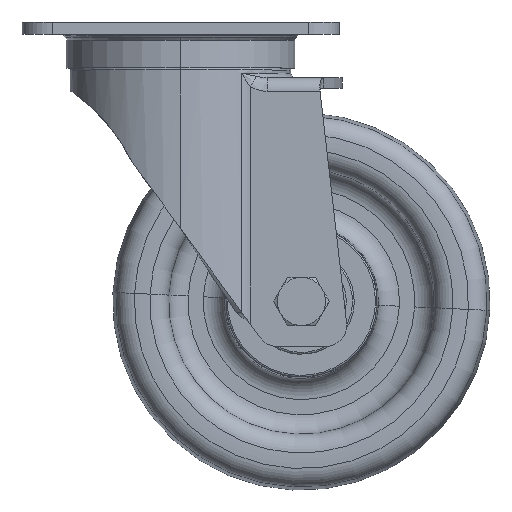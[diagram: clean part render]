
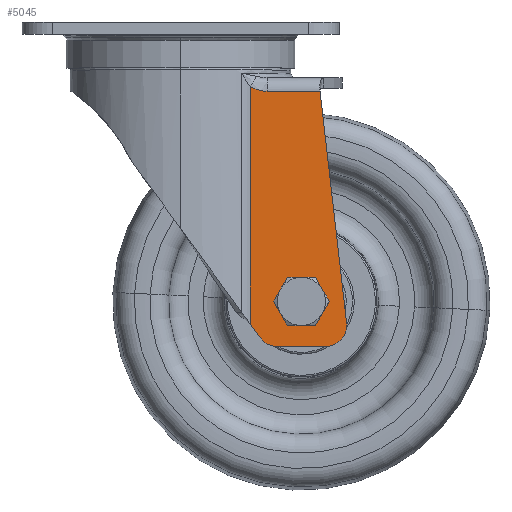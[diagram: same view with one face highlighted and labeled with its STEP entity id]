
A CAD part, top view. The second image highlights one B-rep face of the part: STEP entity #5045.
In plain terms, the highlighted planar face has unit normal (0, 0, 1).
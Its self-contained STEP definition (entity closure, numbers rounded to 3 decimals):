
#1179 = VERTEX_POINT ( 'NONE', #1309 ) ;
#1309 = CARTESIAN_POINT ( 'NONE',  ( 54.955, -99.605, 29.5 ) ) ;
#1746 = DIRECTION ( 'NONE',  ( 0., -1., 0. ) ) ;
#2291 = CIRCLE ( 'NONE', #33806, 5.25 ) ;
#2297 = ORIENTED_EDGE ( 'NONE', *, *, #32620, .T. ) ;
#2335 = DIRECTION ( 'NONE',  ( 1., 0., 0. ) ) ;
#2359 = VECTOR ( 'NONE', #2335, 1000. ) ;
#2425 = EDGE_CURVE ( 'NONE', #13190, #7454, #2291, .T. ) ;
#2588 = CARTESIAN_POINT ( 'NONE',  ( 23.065, -21.385, 29.5 ) ) ;
#3980 = EDGE_CURVE ( 'NONE', #27983, #10460, #13171, .T. ) ;
#4437 = ORIENTED_EDGE ( 'NONE', *, *, #12197, .T. ) ;
#5045 = ADVANCED_FACE ( 'NONE', ( #8748, #22462 ), #27285, .T. ) ;
#5159 = CARTESIAN_POINT ( 'NONE',  ( 23.065, -100.025, 29.5 ) ) ;
#5327 = CARTESIAN_POINT ( 'NONE',  ( 23.917, -21.855, 29.5 ) ) ;
#5718 = EDGE_CURVE ( 'NONE', #10460, #14723, #32450, .T. ) ;
#5835 = DIRECTION ( 'NONE',  ( 0., 0., 1. ) ) ;
#6685 = ORIENTED_EDGE ( 'NONE', *, *, #13268, .T. ) ;
#7454 = VERTEX_POINT ( 'NONE', #14917 ) ;
#7554 = DIRECTION ( 'NONE',  ( 0., 0., 1. ) ) ;
#7897 = CARTESIAN_POINT ( 'NONE',  ( 46.18, -22.9, 29.5 ) ) ;
#8081 = CARTESIAN_POINT ( 'NONE',  ( 25.267, -22.386, 29.5 ) ) ;
#8196 = DIRECTION ( 'NONE',  ( 0., 0., 1. ) ) ;
#8309 = VECTOR ( 'NONE', #1746, 1000. ) ;
#8661 = CIRCLE ( 'NONE', #32342, 7. ) ;
#8748 = FACE_OUTER_BOUND ( 'NONE', #23764, .T. ) ;
#9324 = DIRECTION ( 'NONE',  ( 0., 0., -1. ) ) ;
#10305 = DIRECTION ( 'NONE',  ( 0., -1., 0. ) ) ;
#10353 = VERTEX_POINT ( 'NONE', #25430 ) ;
#10416 = AXIS2_PLACEMENT_3D ( 'NONE', #25770, #9324, #28509 ) ;
#10460 = VERTEX_POINT ( 'NONE', #30288 ) ;
#10828 = CARTESIAN_POINT ( 'NONE',  ( 27.644, -22.9, 29.5 ) ) ;
#12197 = EDGE_CURVE ( 'NONE', #14723, #27101, #23341, .T. ) ;
#13171 = LINE ( 'NONE', #31033, #26887 ) ;
#13190 = VERTEX_POINT ( 'NONE', #33138 ) ;
#13268 = EDGE_CURVE ( 'NONE', #27101, #1179, #8661, .T. ) ;
#13538 = CARTESIAN_POINT ( 'NONE',  ( 54.955, -99.605, 29.5 ) ) ;
#13613 = CARTESIAN_POINT ( 'NONE',  ( 0., -22.9, 29.5 ) ) ;
#14233 = VECTOR ( 'NONE', #16367, 1000. ) ;
#14412 = AXIS2_PLACEMENT_3D ( 'NONE', #24641, #8196, #17111 ) ;
#14723 = VERTEX_POINT ( 'NONE', #33719 ) ;
#14917 = CARTESIAN_POINT ( 'NONE',  ( 40., -97.75, 29.5 ) ) ;
#15343 = AXIS2_PLACEMENT_3D ( 'NONE', #23974, #7554, #10305 ) ;
#15920 = ORIENTED_EDGE ( 'NONE', *, *, #2425, .T. ) ;
#16294 = DIRECTION ( 'NONE',  ( -0.114, 0.994, 0. ) ) ;
#16367 = DIRECTION ( 'NONE',  ( -1., 0., 0. ) ) ;
#16842 = ORIENTED_EDGE ( 'NONE', *, *, #27791, .T. ) ;
#16997 = CARTESIAN_POINT ( 'NONE',  ( 48., -107.401, 29.5 ) ) ;
#17111 = DIRECTION ( 'NONE',  ( 0., -1., 0. ) ) ;
#17148 = ORIENTED_EDGE ( 'NONE', *, *, #34641, .T. ) ;
#18136 = CARTESIAN_POINT ( 'NONE',  ( 23.065, 12.922, 29.5 ) ) ;
#18870 = CARTESIAN_POINT ( 'NONE',  ( 23.484, -21.638, 29.5 ) ) ;
#19621 = LINE ( 'NONE', #13538, #33404 ) ;
#20652 = ORIENTED_EDGE ( 'NONE', *, *, #5718, .T. ) ;
#20890 = ORIENTED_EDGE ( 'NONE', *, *, #3980, .T. ) ;
#22278 = CARTESIAN_POINT ( 'NONE',  ( 48., -100.401, 29.5 ) ) ;
#22462 = FACE_BOUND ( 'NONE', #35273, .T. ) ;
#22879 = LINE ( 'NONE', #18136, #8309 ) ;
#23341 = LINE ( 'NONE', #35171, #2359 ) ;
#23758 = B_SPLINE_CURVE_WITH_KNOTS ( 'NONE', 3,
 ( #2588, #18870, #5327, #24509, #8081, #27284, #10828, #30055 ),
 .UNSPECIFIED., .F., .F.,
 ( 4, 2, 2, 4 ),
 ( 0., 0.25, 0.5, 1. ),
 .UNSPECIFIED. ) ;
#23764 = EDGE_LOOP ( 'NONE', ( #6685, #2297, #29917, #31051, #16842, #20890, #20652, #4437 ) ) ;
#23974 = CARTESIAN_POINT ( 'NONE',  ( 32., -100.401, 29.5 ) ) ;
#24204 = CARTESIAN_POINT ( 'NONE',  ( 40., -92.5, 29.5 ) ) ;
#24509 = CARTESIAN_POINT ( 'NONE',  ( 24.809, -22.229, 29.5 ) ) ;
#24641 = CARTESIAN_POINT ( 'NONE',  ( 0., -15.601, 29.5 ) ) ;
#25000 = CARTESIAN_POINT ( 'NONE',  ( 28.618, -22.9, 29.5 ) ) ;
#25076 = DIRECTION ( 'NONE',  ( 0., -1., 0. ) ) ;
#25430 = CARTESIAN_POINT ( 'NONE',  ( 23.065, -21.385, 29.5 ) ) ;
#25770 = CARTESIAN_POINT ( 'NONE',  ( 40., -92.5, 29.5 ) ) ;
#26887 = VECTOR ( 'NONE', #28237, 1000. ) ;
#27101 = VERTEX_POINT ( 'NONE', #16997 ) ;
#27284 = CARTESIAN_POINT ( 'NONE',  ( 26.679, -22.768, 29.5 ) ) ;
#27285 = PLANE ( 'NONE',  #14412 ) ;
#27449 = VERTEX_POINT ( 'NONE', #25000 ) ;
#27791 = EDGE_CURVE ( 'NONE', #10353, #27983, #22879, .T. ) ;
#27983 = VERTEX_POINT ( 'NONE', #5159 ) ;
#28237 = DIRECTION ( 'NONE',  ( 0.589, -0.808, 0. ) ) ;
#28509 = DIRECTION ( 'NONE',  ( 0., 1., 0. ) ) ;
#29224 = EDGE_CURVE ( 'NONE', #10353, #27449, #23758, .T. ) ;
#29225 = EDGE_CURVE ( 'NONE', #32581, #27449, #35248, .T. ) ;
#29917 = ORIENTED_EDGE ( 'NONE', *, *, #29225, .T. ) ;
#30055 = CARTESIAN_POINT ( 'NONE',  ( 28.618, -22.9, 29.5 ) ) ;
#30288 = CARTESIAN_POINT ( 'NONE',  ( 26.342, -104.523, 29.5 ) ) ;
#31033 = CARTESIAN_POINT ( 'NONE',  ( 23.065, -100.025, 29.5 ) ) ;
#31051 = ORIENTED_EDGE ( 'NONE', *, *, #29224, .F. ) ;
#32342 = AXIS2_PLACEMENT_3D ( 'NONE', #22278, #5835, #25076 ) ;
#32450 = CIRCLE ( 'NONE', #15343, 7. ) ;
#32521 = DIRECTION ( 'NONE',  ( 0., 0., -1. ) ) ;
#32581 = VERTEX_POINT ( 'NONE', #7897 ) ;
#32620 = EDGE_CURVE ( 'NONE', #1179, #32581, #19621, .T. ) ;
#32807 = CIRCLE ( 'NONE', #10416, 5.25 ) ;
#33138 = CARTESIAN_POINT ( 'NONE',  ( 40., -87.25, 29.5 ) ) ;
#33404 = VECTOR ( 'NONE', #16294, 1000. ) ;
#33719 = CARTESIAN_POINT ( 'NONE',  ( 32., -107.401, 29.5 ) ) ;
#33806 = AXIS2_PLACEMENT_3D ( 'NONE', #24204, #32521, #33874 ) ;
#33874 = DIRECTION ( 'NONE',  ( 0., 1., 0. ) ) ;
#34641 = EDGE_CURVE ( 'NONE', #7454, #13190, #32807, .T. ) ;
#35171 = CARTESIAN_POINT ( 'NONE',  ( 0., -107.401, 29.5 ) ) ;
#35248 = LINE ( 'NONE', #13613, #14233 ) ;
#35273 = EDGE_LOOP ( 'NONE', ( #15920, #17148 ) ) ;
